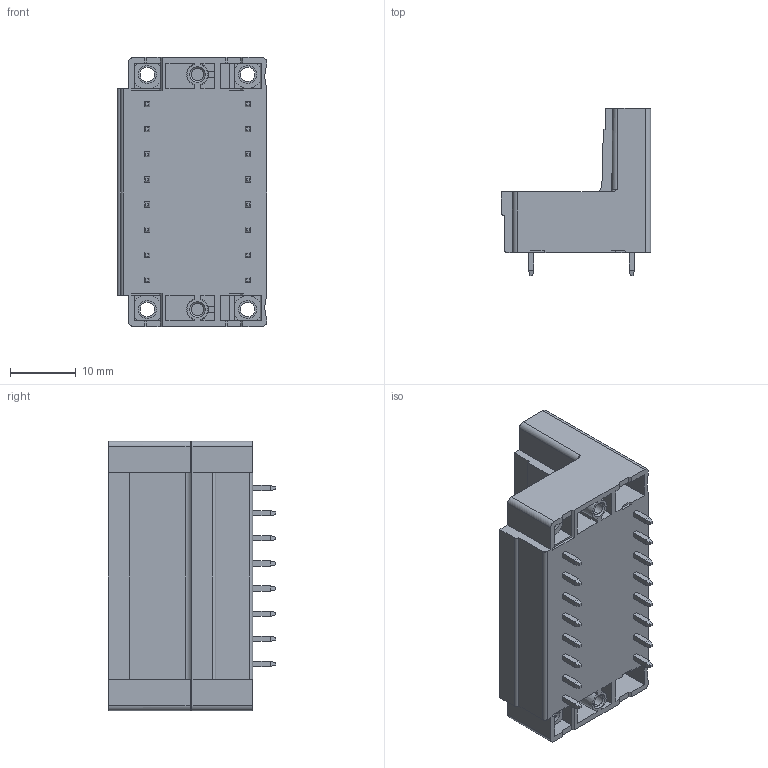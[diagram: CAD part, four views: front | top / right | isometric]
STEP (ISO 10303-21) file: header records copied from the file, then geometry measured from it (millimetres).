
FILE_DESCRIPTION((''),'2;1');
FILE_NAME('TLPHDW-105V-1','2024-09-23T10:57:09',('sheji109'),(''),'CREO PARAMETRIC BY PTC INC, 2018100','CREO PARAMETRIC BY PTC INC, 2018100','');
FILE_SCHEMA(('CONFIG_CONTROL_DESIGN'));
Length unit declared in the file: millimetre
Products named in the file (1): TLPHDW-105V-1
Bounding box: 22.7 x 25.4 x 40.87 mm (x, y, z)
Volume: 8700.6 mm3; surface area: 9696.5 mm2
Topology: 1 solids, 1 shells, 1103 faces, 2874 edges, 1844 vertices
Faces by surface type: plane 950, cylinder 119, cone 24, sphere 8, bspline 2
Entity records: 33346 total; most frequent: CARTESIAN_POINT 6171, ORIENTED_EDGE 5732, DIRECTION 5315, EDGE_CURVE 2866, VECTOR 2465, LINE 2465, VERTEX_POINT 1844, AXIS2_PLACEMENT_3D 1425
